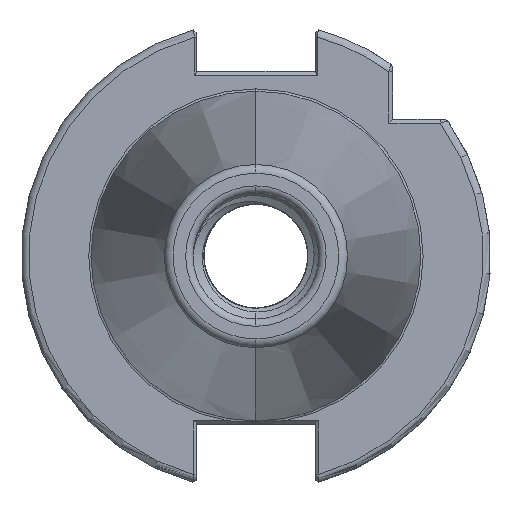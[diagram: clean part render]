
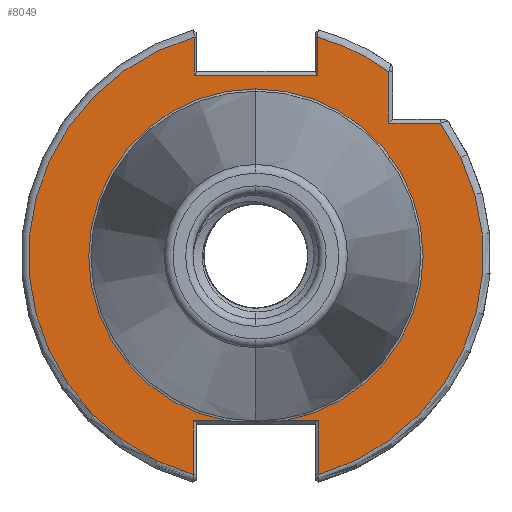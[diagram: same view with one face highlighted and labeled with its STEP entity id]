
A CAD part, left-side view. The second image highlights one B-rep face of the part: STEP entity #8049.
In plain terms, the highlighted planar face has unit normal (-1, 0, 0).
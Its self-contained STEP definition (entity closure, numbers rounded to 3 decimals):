
#225 = DIRECTION ( 'NONE',  ( 0., 0., 1. ) ) ;
#243 = CARTESIAN_POINT ( 'NONE',  ( 0., 8.451, 0. ) ) ;
#246 = DIRECTION ( 'NONE',  ( 0., 0., 1. ) ) ;
#251 = CARTESIAN_POINT ( 'NONE',  ( 0., -18., 24.594 ) ) ;
#252 = CARTESIAN_POINT ( 'NONE',  ( 0., 22.692, -22.3 ) ) ;
#257 = DIRECTION ( 'NONE',  ( 0., -1., 0. ) ) ;
#364 = CARTESIAN_POINT ( 'NONE',  ( 0., 0., 0. ) ) ;
#373 = DIRECTION ( 'NONE',  ( 0., 0., -1. ) ) ;
#378 = DIRECTION ( 'NONE',  ( -1., 0., 0. ) ) ;
#386 = DIRECTION ( 'NONE',  ( 1., 0., 0. ) ) ;
#398 = CARTESIAN_POINT ( 'NONE',  ( 0., 0., 0. ) ) ;
#408 = DIRECTION ( 'NONE',  ( 0., 0., -1. ) ) ;
#1248 = VECTOR ( 'NONE', #2866, 1000. ) ;
#1380 = CIRCLE ( 'NONE', #12249, 22.627 ) ;
#1538 = LINE ( 'NONE', #2891, #1611 ) ;
#1586 = CIRCLE ( 'NONE', #12295, 30.775 ) ;
#1593 = CIRCLE ( 'NONE', #12297, 30.775 ) ;
#1600 = VECTOR ( 'NONE', #2706, 1000. ) ;
#1601 = VECTOR ( 'NONE', #2533, 1000. ) ;
#1603 = LINE ( 'NONE', #2531, #1601 ) ;
#1609 = LINE ( 'NONE', #2555, #1627 ) ;
#1611 = VECTOR ( 'NONE', #2887, 1000. ) ;
#1622 = LINE ( 'NONE', #2790, #1625 ) ;
#1623 = LINE ( 'NONE', #2715, #1600 ) ;
#1625 = VECTOR ( 'NONE', #2802, 1000. ) ;
#1627 = VECTOR ( 'NONE', #2614, 1000. ) ;
#1717 = LINE ( 'NONE', #2868, #1248 ) ;
#1832 = VERTEX_POINT ( 'NONE', #19359 ) ;
#1841 = VERTEX_POINT ( 'NONE', #19327 ) ;
#1851 = VERTEX_POINT ( 'NONE', #19329 ) ;
#1873 = VERTEX_POINT ( 'NONE', #19376 ) ;
#1874 = VERTEX_POINT ( 'NONE', #19411 ) ;
#1875 = VERTEX_POINT ( 'NONE', #19396 ) ;
#1896 = VERTEX_POINT ( 'NONE', #19415 ) ;
#1898 = VERTEX_POINT ( 'NONE', #19405 ) ;
#1901 = VERTEX_POINT ( 'NONE', #19390 ) ;
#1910 = VERTEX_POINT ( 'NONE', #19419 ) ;
#1912 = VERTEX_POINT ( 'NONE', #19408 ) ;
#1923 = VERTEX_POINT ( 'NONE', #19381 ) ;
#1950 = VERTEX_POINT ( 'NONE', #19465 ) ;
#1975 = VERTEX_POINT ( 'NONE', #19480 ) ;
#2531 = CARTESIAN_POINT ( 'NONE',  ( 0., 8.05, 24.5 ) ) ;
#2533 = DIRECTION ( 'NONE',  ( 0., 1., 0. ) ) ;
#2555 = CARTESIAN_POINT ( 'NONE',  ( 0., 22.692, -22.3 ) ) ;
#2602 = DIRECTION ( 'NONE',  ( 0., 0., -1. ) ) ;
#2613 = CARTESIAN_POINT ( 'NONE',  ( 0., 0., 0. ) ) ;
#2614 = DIRECTION ( 'NONE',  ( 0., -1., 0. ) ) ;
#2617 = DIRECTION ( 'NONE',  ( -1., 0., 0. ) ) ;
#2694 = DIRECTION ( 'NONE',  ( 0., 0., -1. ) ) ;
#2706 = DIRECTION ( 'NONE',  ( 0., 0., 1. ) ) ;
#2715 = CARTESIAN_POINT ( 'NONE',  ( 0., 8.335, 29.704 ) ) ;
#2717 = DIRECTION ( 'NONE',  ( -1., 0., 0. ) ) ;
#2737 = CARTESIAN_POINT ( 'NONE',  ( 0., 0., 0. ) ) ;
#2790 = CARTESIAN_POINT ( 'NONE',  ( 0., -18.5, 18. ) ) ;
#2802 = DIRECTION ( 'NONE',  ( 0., 1., 0. ) ) ;
#2866 = DIRECTION ( 'NONE',  ( 0., 0., -1. ) ) ;
#2868 = CARTESIAN_POINT ( 'NONE',  ( 0., -8.335, 25. ) ) ;
#2887 = DIRECTION ( 'NONE',  ( 0., 0., -1. ) ) ;
#2891 = CARTESIAN_POINT ( 'NONE',  ( 0., -8.451, 0. ) ) ;
#5340 = DIRECTION ( 'NONE',  ( 1., 0., 0. ) ) ;
#5342 = CARTESIAN_POINT ( 'NONE',  ( 0., 0., 0. ) ) ;
#5362 = DIRECTION ( 'NONE',  ( 0., 0., -1. ) ) ;
#6214 = AXIS2_PLACEMENT_3D ( 'NONE', #13971, #13996, #13960 ) ;
#8049 = ADVANCED_FACE ( 'NONE', ( #9976 ), #13970, .F. ) ;
#9873 = ORIENTED_EDGE ( 'NONE', *, *, #15036, .T. ) ;
#9880 = ORIENTED_EDGE ( 'NONE', *, *, #15083, .T. ) ;
#9884 = ORIENTED_EDGE ( 'NONE', *, *, #13479, .T. ) ;
#9890 = ORIENTED_EDGE ( 'NONE', *, *, #15050, .T. ) ;
#9908 = ORIENTED_EDGE ( 'NONE', *, *, #15140, .T. ) ;
#9910 = ORIENTED_EDGE ( 'NONE', *, *, #15115, .T. ) ;
#9912 = ORIENTED_EDGE ( 'NONE', *, *, #15049, .T. ) ;
#9918 = ORIENTED_EDGE ( 'NONE', *, *, #15086, .T. ) ;
#9927 = ORIENTED_EDGE ( 'NONE', *, *, #15119, .T. ) ;
#9929 = ORIENTED_EDGE ( 'NONE', *, *, #15061, .T. ) ;
#9935 = ORIENTED_EDGE ( 'NONE', *, *, #15063, .T. ) ;
#9939 = ORIENTED_EDGE ( 'NONE', *, *, #15112, .T. ) ;
#9941 = ORIENTED_EDGE ( 'NONE', *, *, #15094, .T. ) ;
#9951 = ORIENTED_EDGE ( 'NONE', *, *, #15142, .T. ) ;
#9976 = FACE_OUTER_BOUND ( 'NONE', #10582, .T. ) ;
#10215 = LINE ( 'NONE', #243, #16909 ) ;
#10582 = EDGE_LOOP ( 'NONE', ( #9880, #9927, #9908, #9918, #9873, #9929, #9912, #9939, #9890, #9951, #9884, #9910, #9941, #9935 ) ) ;
#12249 = AXIS2_PLACEMENT_3D ( 'NONE', #5342, #5340, #5362 ) ;
#12295 = AXIS2_PLACEMENT_3D ( 'NONE', #2613, #2617, #2602 ) ;
#12297 = AXIS2_PLACEMENT_3D ( 'NONE', #2737, #2717, #2694 ) ;
#12306 = AXIS2_PLACEMENT_3D ( 'NONE', #364, #378, #408 ) ;
#12320 = AXIS2_PLACEMENT_3D ( 'NONE', #398, #386, #373 ) ;
#13479 = EDGE_CURVE ( 'NONE', #1851, #1832, #1380, .T. ) ;
#13960 = DIRECTION ( 'NONE',  ( 0., 0., -1. ) ) ;
#13970 = PLANE ( 'NONE',  #6214 ) ;
#13971 = CARTESIAN_POINT ( 'NONE',  ( 0., 22.692, 0. ) ) ;
#13996 = DIRECTION ( 'NONE',  ( 1., 0., 0. ) ) ;
#15036 = EDGE_CURVE ( 'NONE', #1950, #1874, #1603, .T. ) ;
#15049 = EDGE_CURVE ( 'NONE', #1975, #1901, #1586, .T. ) ;
#15050 = EDGE_CURVE ( 'NONE', #1910, #1896, #1609, .T. ) ;
#15061 = EDGE_CURVE ( 'NONE', #1874, #1975, #1623, .T. ) ;
#15063 = EDGE_CURVE ( 'NONE', #1873, #1923, #1593, .T. ) ;
#15083 = EDGE_CURVE ( 'NONE', #1923, #1841, #1622, .T. ) ;
#15086 = EDGE_CURVE ( 'NONE', #1898, #1950, #1717, .T. ) ;
#15094 = EDGE_CURVE ( 'NONE', #1912, #1873, #1538, .T. ) ;
#15112 = EDGE_CURVE ( 'NONE', #1901, #1910, #10215, .T. ) ;
#15115 = EDGE_CURVE ( 'NONE', #1832, #1912, #16902, .T. ) ;
#15119 = EDGE_CURVE ( 'NONE', #1841, #1875, #16927, .T. ) ;
#15140 = EDGE_CURVE ( 'NONE', #1875, #1898, #16924, .T. ) ;
#15142 = EDGE_CURVE ( 'NONE', #1896, #1851, #16937, .T. ) ;
#16902 = LINE ( 'NONE', #252, #16929 ) ;
#16909 = VECTOR ( 'NONE', #246, 1000. ) ;
#16915 = VECTOR ( 'NONE', #225, 1000. ) ;
#16924 = CIRCLE ( 'NONE', #12306, 30.775 ) ;
#16927 = LINE ( 'NONE', #251, #16915 ) ;
#16929 = VECTOR ( 'NONE', #257, 1000. ) ;
#16937 = CIRCLE ( 'NONE', #12320, 22.627 ) ;
#19327 = CARTESIAN_POINT ( 'NONE',  ( 0., -18., 18. ) ) ;
#19329 = CARTESIAN_POINT ( 'NONE',  ( 0., 0., 22.627 ) ) ;
#19359 = CARTESIAN_POINT ( 'NONE',  ( 0., -3.833, -22.3 ) ) ;
#19376 = CARTESIAN_POINT ( 'NONE',  ( 0., -8.451, -29.592 ) ) ;
#19381 = CARTESIAN_POINT ( 'NONE',  ( 0., -24.962, 18. ) ) ;
#19390 = CARTESIAN_POINT ( 'NONE',  ( 0., 8.451, -29.592 ) ) ;
#19396 = CARTESIAN_POINT ( 'NONE',  ( 0., -18., 24.962 ) ) ;
#19405 = CARTESIAN_POINT ( 'NONE',  ( 0., -8.335, 29.625 ) ) ;
#19408 = CARTESIAN_POINT ( 'NONE',  ( 0., -8.451, -22.3 ) ) ;
#19411 = CARTESIAN_POINT ( 'NONE',  ( 0., 8.335, 24.5 ) ) ;
#19415 = CARTESIAN_POINT ( 'NONE',  ( 0., 3.833, -22.3 ) ) ;
#19419 = CARTESIAN_POINT ( 'NONE',  ( 0., 8.451, -22.3 ) ) ;
#19465 = CARTESIAN_POINT ( 'NONE',  ( 0., -8.335, 24.5 ) ) ;
#19480 = CARTESIAN_POINT ( 'NONE',  ( 0., 8.335, 29.625 ) ) ;
